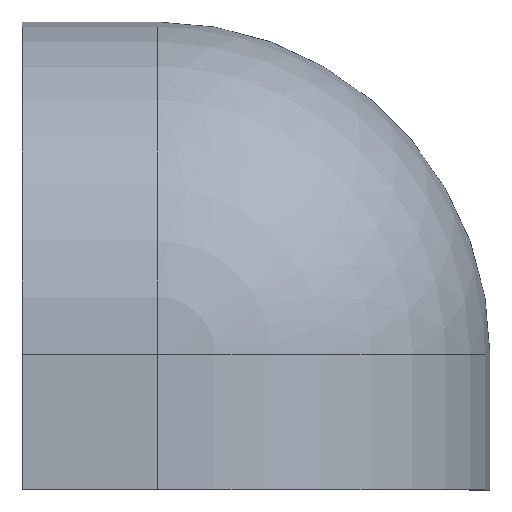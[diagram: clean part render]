
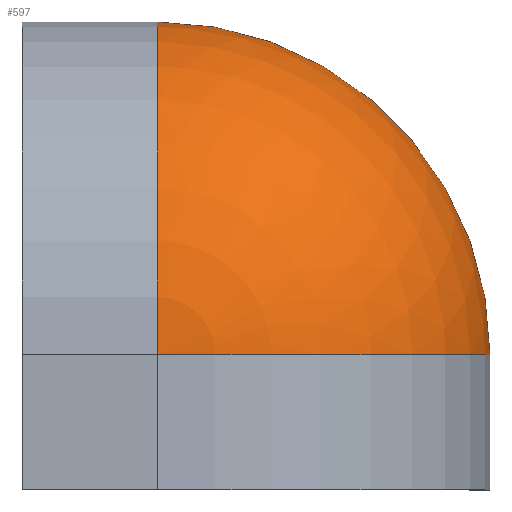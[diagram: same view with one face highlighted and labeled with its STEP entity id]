
A CAD part, front view. The second image highlights one B-rep face of the part: STEP entity #597.
In plain terms, the highlighted spherical face has radius 32 mm.
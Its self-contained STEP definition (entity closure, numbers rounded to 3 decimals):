
#16=SPHERICAL_SURFACE('',#677,32.);
#62=CIRCLE('',#669,32.);
#66=CIRCLE('',#678,32.);
#67=CIRCLE('',#679,32.);
#93=FACE_OUTER_BOUND('',#134,.T.);
#134=EDGE_LOOP('',(#507,#508,#509));
#308=VERTEX_POINT('',#1145);
#310=VERTEX_POINT('',#1151);
#314=VERTEX_POINT('',#1170);
#382=EDGE_CURVE('',#310,#308,#62,.T.);
#391=EDGE_CURVE('',#314,#310,#66,.T.);
#392=EDGE_CURVE('',#308,#314,#67,.T.);
#507=ORIENTED_EDGE('',*,*,#391,.F.);
#508=ORIENTED_EDGE('',*,*,#392,.F.);
#509=ORIENTED_EDGE('',*,*,#382,.F.);
#597=ADVANCED_FACE('',(#93),#16,.T.);
#669=AXIS2_PLACEMENT_3D('',#1153,#808,#809);
#677=AXIS2_PLACEMENT_3D('',#1169,#829,#830);
#678=AXIS2_PLACEMENT_3D('',#1171,#831,#832);
#679=AXIS2_PLACEMENT_3D('',#1172,#833,#834);
#808=DIRECTION('center_axis',(-1.,0.,0.));
#809=DIRECTION('ref_axis',(0.,-1.,0.));
#829=DIRECTION('center_axis',(0.,-1.,0.));
#830=DIRECTION('ref_axis',(1.,0.,0.));
#831=DIRECTION('center_axis',(0.,0.,
-1.));
#832=DIRECTION('ref_axis',(0.,-1.,0.));
#833=DIRECTION('center_axis',(0.,1.,0.));
#834=DIRECTION('ref_axis',(-1.,0.,0.));
#1145=CARTESIAN_POINT('',(-30.,-13.,2.));
#1151=CARTESIAN_POINT('',(-30.,-45.,-30.));
#1153=CARTESIAN_POINT('Origin',(-30.,-13.,-30.));
#1169=CARTESIAN_POINT('Origin',(-30.,-13.,-30.));
#1170=CARTESIAN_POINT('',(2.,-13.,-30.));
#1171=CARTESIAN_POINT('Origin',(-30.,-13.,-30.));
#1172=CARTESIAN_POINT('Origin',(-30.,-13.,-30.));
